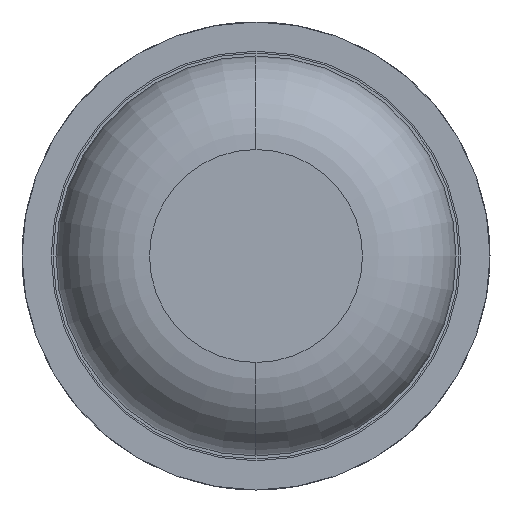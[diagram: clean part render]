
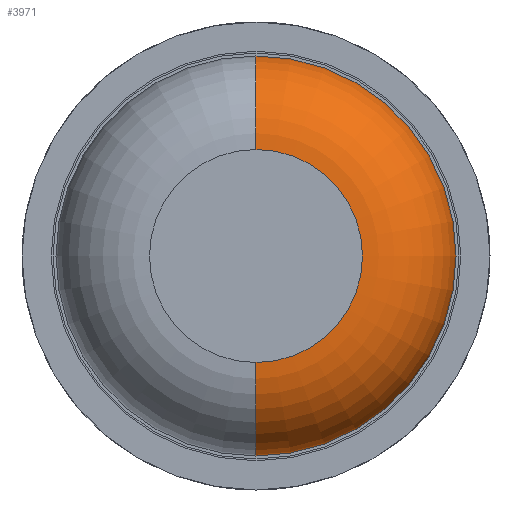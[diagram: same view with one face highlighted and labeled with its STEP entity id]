
A CAD part, front view. The second image highlights one B-rep face of the part: STEP entity #3971.
In plain terms, the highlighted toroidal (fillet/blend) face has major radius 0.91 mm and minor radius 0.8 mm.
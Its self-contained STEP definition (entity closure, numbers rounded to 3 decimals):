
#38 = CARTESIAN_POINT ( 'NONE',  ( 0., -29.2, 1.71 ) ) ;
#84 = EDGE_CURVE ( 'NONE', #6435, #3786, #654, .T. ) ;
#230 = DIRECTION ( 'NONE',  ( 0., 0., 1. ) ) ;
#386 = CARTESIAN_POINT ( 'NONE',  ( 0., -29.2, -1.71 ) ) ;
#573 = CIRCLE ( 'NONE', #1857, 0.91 ) ;
#638 = FACE_OUTER_BOUND ( 'NONE', #4029, .T. ) ;
#654 = CIRCLE ( 'NONE', #3653, 0.8 ) ;
#710 = AXIS2_PLACEMENT_3D ( 'NONE', #6892, #3955, #7491 ) ;
#717 = CIRCLE ( 'NONE', #2106, 1.71 ) ;
#859 = DIRECTION ( 'NONE',  ( 0., -1., 0. ) ) ;
#1237 = CIRCLE ( 'NONE', #6691, 0.8 ) ;
#1346 = CARTESIAN_POINT ( 'NONE',  ( 0., -29.2, 0. ) ) ;
#1462 = DIRECTION ( 'NONE',  ( -1., 0., 0. ) ) ;
#1688 = ORIENTED_EDGE ( 'NONE', *, *, #7338, .F. ) ;
#1857 = AXIS2_PLACEMENT_3D ( 'NONE', #5530, #859, #2023 ) ;
#1928 = ORIENTED_EDGE ( 'NONE', *, *, #2478, .F. ) ;
#1983 = DIRECTION ( 'NONE',  ( 0., 0., 1. ) ) ;
#2023 = DIRECTION ( 'NONE',  ( 0., 0., 1. ) ) ;
#2036 = EDGE_CURVE ( 'NONE', #5391, #4434, #1237, .T. ) ;
#2106 = AXIS2_PLACEMENT_3D ( 'NONE', #1346, #7178, #230 ) ;
#2478 = EDGE_CURVE ( 'Defeature ausgef�hrt1_0+Defeature ausgef�hrt1_10+Defeature ausgef�hrt1_10+Defeature ausgef�hrt1_10', #6435, #5391, #573, .T. ) ;
#2568 = ORIENTED_EDGE ( 'NONE', *, *, #2036, .F. ) ;
#2635 = DIRECTION ( 'NONE',  ( 0., 0., -1. ) ) ;
#3190 = CARTESIAN_POINT ( 'NONE',  ( 0., -29.2, 0.91 ) ) ;
#3505 = ORIENTED_EDGE ( 'NONE', *, *, #84, .T. ) ;
#3526 = CARTESIAN_POINT ( 'NONE',  ( 0., -30., -0.91 ) ) ;
#3653 = AXIS2_PLACEMENT_3D ( 'NONE', #7306, #4986, #2635 ) ;
#3786 = VERTEX_POINT ( 'NONE', #386 ) ;
#3955 = DIRECTION ( 'NONE',  ( 0., 1., 0. ) ) ;
#3971 = ADVANCED_FACE ( 'Defeature ausgef�hrt1_10', ( #638 ), #6026, .T. ) ;
#4029 = EDGE_LOOP ( 'NONE', ( #1928, #3505, #1688, #2568 ) ) ;
#4072 = CARTESIAN_POINT ( 'NONE',  ( 0., -30., 0.91 ) ) ;
#4434 = VERTEX_POINT ( 'NONE', #38 ) ;
#4986 = DIRECTION ( 'NONE',  ( 1., 0., 0. ) ) ;
#5391 = VERTEX_POINT ( 'NONE', #4072 ) ;
#5530 = CARTESIAN_POINT ( 'NONE',  ( 0., -30., 0. ) ) ;
#6026 = TOROIDAL_SURFACE ( 'NONE', #710, 0.91, 0.8 ) ;
#6435 = VERTEX_POINT ( 'NONE', #3526 ) ;
#6691 = AXIS2_PLACEMENT_3D ( 'NONE', #3190, #1462, #1983 ) ;
#6892 = CARTESIAN_POINT ( 'NONE',  ( 0., -29.2, 0. ) ) ;
#7178 = DIRECTION ( 'NONE',  ( 0., 1., 0. ) ) ;
#7306 = CARTESIAN_POINT ( 'NONE',  ( 0., -29.2, -0.91 ) ) ;
#7338 = EDGE_CURVE ( 'Defeature ausgef�hrt1_2+Defeature ausgef�hrt1_10+Defeature ausgef�hrt1_10+Defeature ausgef�hrt1_10', #4434, #3786, #717, .T. ) ;
#7491 = DIRECTION ( 'NONE',  ( 0., 0., 1. ) ) ;
